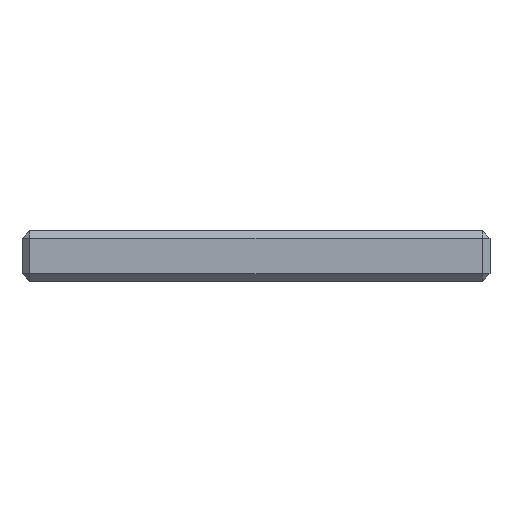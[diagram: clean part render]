
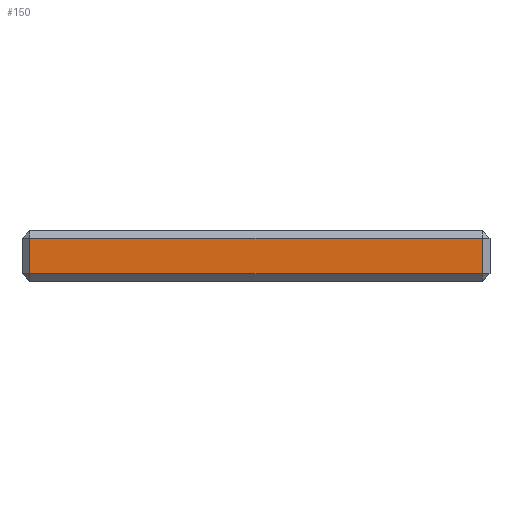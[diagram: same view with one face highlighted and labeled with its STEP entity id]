
A CAD part, front view. The second image highlights one B-rep face of the part: STEP entity #150.
In plain terms, the highlighted planar face has unit normal (0, -1, 0).
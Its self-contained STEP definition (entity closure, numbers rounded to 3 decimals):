
#30 = CARTESIAN_POINT ( 'NONE',  ( -89.5, -737.196, 3. ) ) ;
#150 = ADVANCED_FACE ( 'NONE', ( #980 ), #4465, .F. ) ;
#286 = CARTESIAN_POINT ( 'NONE',  ( 89.5, -737.196, 20. ) ) ;
#385 = AXIS2_PLACEMENT_3D ( 'NONE', #3058, #3759, #4153 ) ;
#480 = EDGE_CURVE ( 'NONE', #3815, #1087, #640, .T. ) ;
#640 = LINE ( 'NONE', #4166, #1114 ) ;
#848 = EDGE_CURVE ( 'NONE', #2710, #3815, #1383, .T. ) ;
#980 = FACE_OUTER_BOUND ( 'NONE', #4345, .T. ) ;
#1087 = VERTEX_POINT ( 'NONE', #2499 ) ;
#1114 = VECTOR ( 'NONE', #1667, 1000. ) ;
#1294 = EDGE_CURVE ( 'NONE', #3130, #2710, #1993, .T. ) ;
#1383 = LINE ( 'NONE', #286, #4384 ) ;
#1395 = ORIENTED_EDGE ( 'NONE', *, *, #4167, .T. ) ;
#1634 = CARTESIAN_POINT ( 'NONE',  ( -92.5, -737.196, 3. ) ) ;
#1667 = DIRECTION ( 'NONE',  ( -1., 0., 0. ) ) ;
#1993 = LINE ( 'NONE', #1634, #3601 ) ;
#2416 = DIRECTION ( 'NONE',  ( 0., 0., -1. ) ) ;
#2499 = CARTESIAN_POINT ( 'NONE',  ( -89.5, -737.196, 17. ) ) ;
#2599 = ORIENTED_EDGE ( 'NONE', *, *, #848, .T. ) ;
#2681 = CARTESIAN_POINT ( 'NONE',  ( 89.5, -737.196, 3. ) ) ;
#2684 = DIRECTION ( 'NONE',  ( 1., 0., 0. ) ) ;
#2710 = VERTEX_POINT ( 'NONE', #2681 ) ;
#2762 = LINE ( 'NONE', #4152, #4429 ) ;
#2954 = CARTESIAN_POINT ( 'NONE',  ( 89.5, -737.196, 17. ) ) ;
#3058 = CARTESIAN_POINT ( 'NONE',  ( -92.5, -737.196, 20. ) ) ;
#3130 = VERTEX_POINT ( 'NONE', #30 ) ;
#3188 = ORIENTED_EDGE ( 'NONE', *, *, #480, .T. ) ;
#3448 = DIRECTION ( 'NONE',  ( 0., 0., 1. ) ) ;
#3601 = VECTOR ( 'NONE', #2684, 1000. ) ;
#3613 = ORIENTED_EDGE ( 'NONE', *, *, #1294, .T. ) ;
#3759 = DIRECTION ( 'NONE',  ( 0., 1., 0. ) ) ;
#3815 = VERTEX_POINT ( 'NONE', #2954 ) ;
#4152 = CARTESIAN_POINT ( 'NONE',  ( -89.5, -737.196, 20. ) ) ;
#4153 = DIRECTION ( 'NONE',  ( 0., 0., 1. ) ) ;
#4166 = CARTESIAN_POINT ( 'NONE',  ( -92.5, -737.196, 17. ) ) ;
#4167 = EDGE_CURVE ( 'NONE', #1087, #3130, #2762, .T. ) ;
#4345 = EDGE_LOOP ( 'NONE', ( #2599, #3188, #1395, #3613 ) ) ;
#4384 = VECTOR ( 'NONE', #3448, 1000. ) ;
#4429 = VECTOR ( 'NONE', #2416, 1000. ) ;
#4465 = PLANE ( 'NONE',  #385 ) ;
